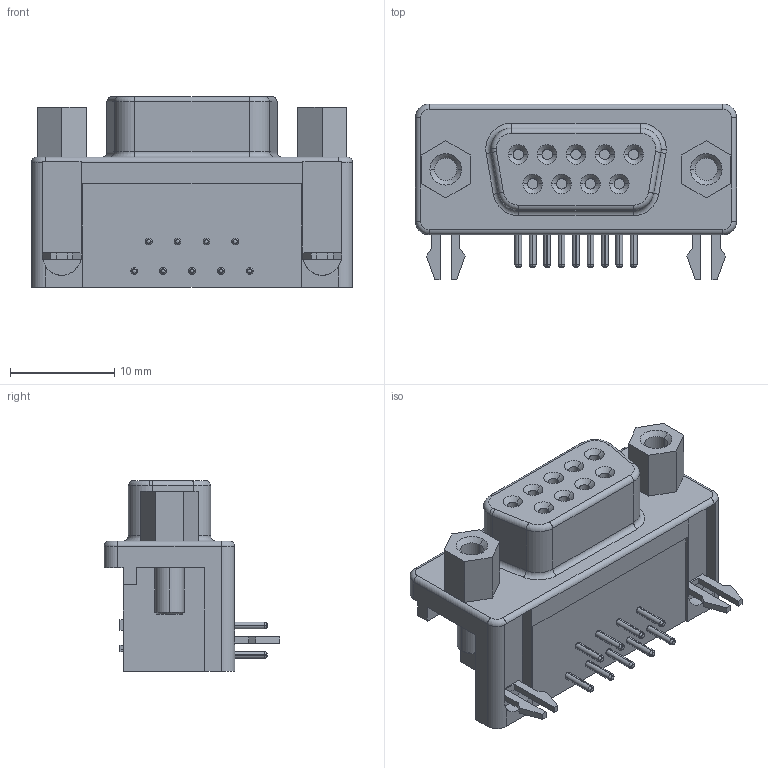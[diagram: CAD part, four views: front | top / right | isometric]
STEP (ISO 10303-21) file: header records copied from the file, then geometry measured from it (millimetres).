
FILE_DESCRIPTION (( 'STEP AP214' ), '1' );
FILE_NAME ('33447E6C-4FDC-44AC-9079-D42D39D93BDF.STEP', '2024-10-16T01:58:19', ( '' ), ( '' ), 'SwSTEP 2.0', 'SolidWorks 2022', '' );
FILE_SCHEMA (( 'AUTOMOTIVE_DESIGN' ));
Length unit declared in the file: millimetre
Products named in the file (1): 33447E6C-4FDC-44AC-9079-D42D39D93BDF
Bounding box: 30.81 x 16.88 x 18.3 mm (x, y, z)
Volume: 4106.3 mm3; surface area: 2743 mm2
Topology: 1 solids, 1 shells, 584 faces, 1373 edges, 840 vertices
Faces by surface type: plane 319, cylinder 157, sphere 36, bspline 32, cone 26, torus 14
Entity records: 24011 total; most frequent: CARTESIAN_POINT 4228, ORIENTED_EDGE 2746, DIRECTION 2717, EDGE_CURVE 1373, VECTOR 959, LINE 959, AXIS2_PLACEMENT_3D 879, VERTEX_POINT 840
